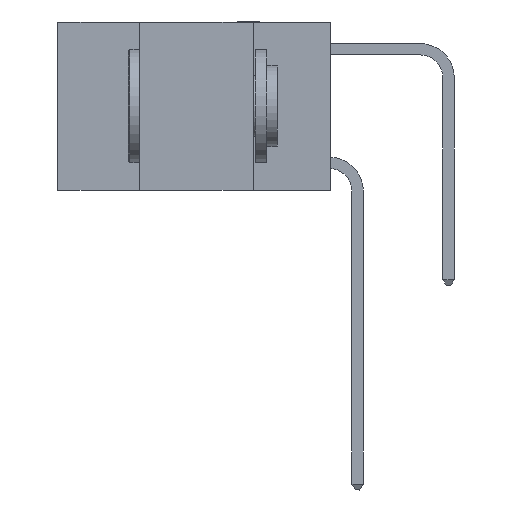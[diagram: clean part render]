
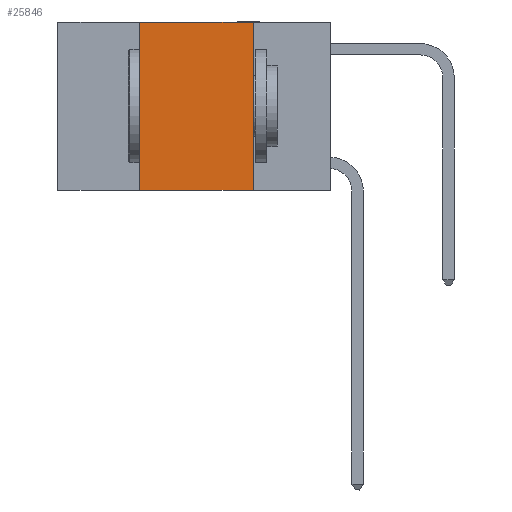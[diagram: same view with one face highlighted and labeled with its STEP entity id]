
A CAD part, left-side view. The second image highlights one B-rep face of the part: STEP entity #25846.
In plain terms, the highlighted planar face has unit normal (-1, 0, 0).
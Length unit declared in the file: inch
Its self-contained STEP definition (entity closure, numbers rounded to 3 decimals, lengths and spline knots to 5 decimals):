
#1847 = DIRECTION ( 'NONE',  ( 0., -1., 0. ) ) ;
#4027 = PLANE ( 'NONE',  #10817 ) ;
#4555 = CARTESIAN_POINT ( 'NONE',  ( 0., 0.6, 0. ) ) ;
#5241 = FACE_OUTER_BOUND ( 'NONE', #9009, .T. ) ;
#5394 = EDGE_CURVE ( 'NONE', #11691, #7695, #8541, .T. ) ;
#6411 = DIRECTION ( 'NONE',  ( 0., 0., -1. ) ) ;
#6541 = CARTESIAN_POINT ( 'NONE',  ( 0., 0.6, -0.37 ) ) ;
#7695 = VERTEX_POINT ( 'NONE', #15333 ) ;
#8004 = VECTOR ( 'NONE', #29929, 39.37008 ) ;
#8541 = LINE ( 'NONE', #6541, #18790 ) ;
#8809 = CARTESIAN_POINT ( 'NONE',  ( 0., 0.42, 0. ) ) ;
#8979 = CARTESIAN_POINT ( 'NONE',  ( 0., 0.17, 0. ) ) ;
#9009 = EDGE_LOOP ( 'NONE', ( #12137, #26120, #12524, #13241 ) ) ;
#9018 = VECTOR ( 'NONE', #27762, 39.37008 ) ;
#9069 = VERTEX_POINT ( 'NONE', #11088 ) ;
#10200 = CARTESIAN_POINT ( 'NONE',  ( 0., 0.42, -0.37 ) ) ;
#10817 = AXIS2_PLACEMENT_3D ( 'NONE', #20394, #20497, #6411 ) ;
#10829 = VECTOR ( 'NONE', #18635, 39.37008 ) ;
#11088 = CARTESIAN_POINT ( 'NONE',  ( 0., 0.42, 0. ) ) ;
#11691 = VERTEX_POINT ( 'NONE', #10200 ) ;
#12137 = ORIENTED_EDGE ( 'NONE', *, *, #19942, .F. ) ;
#12524 = ORIENTED_EDGE ( 'NONE', *, *, #13221, .F. ) ;
#13221 = EDGE_CURVE ( 'NONE', #11691, #9069, #20470, .T. ) ;
#13241 = ORIENTED_EDGE ( 'NONE', *, *, #5394, .T. ) ;
#15333 = CARTESIAN_POINT ( 'NONE',  ( 0., 0.17, -0.37 ) ) ;
#15773 = CARTESIAN_POINT ( 'NONE',  ( 0., 0.17, 0. ) ) ;
#18635 = DIRECTION ( 'NONE',  ( 0., -1., 0. ) ) ;
#18790 = VECTOR ( 'NONE', #1847, 39.37008 ) ;
#19942 = EDGE_CURVE ( 'NONE', #20545, #7695, #21523, .T. ) ;
#20394 = CARTESIAN_POINT ( 'NONE',  ( 0., 0.6, 0. ) ) ;
#20470 = LINE ( 'NONE', #8809, #8004 ) ;
#20497 = DIRECTION ( 'NONE',  ( 1., 0., 0. ) ) ;
#20545 = VERTEX_POINT ( 'NONE', #15773 ) ;
#21523 = LINE ( 'NONE', #8979, #9018 ) ;
#25446 = EDGE_CURVE ( 'NONE', #9069, #20545, #28819, .T. ) ;
#25846 = ADVANCED_FACE ( 'NONE', ( #5241 ), #4027, .F. ) ;
#26120 = ORIENTED_EDGE ( 'NONE', *, *, #25446, .F. ) ;
#27762 = DIRECTION ( 'NONE',  ( 0., 0., -1. ) ) ;
#28819 = LINE ( 'NONE', #4555, #10829 ) ;
#29929 = DIRECTION ( 'NONE',  ( 0., 0., 1. ) ) ;
